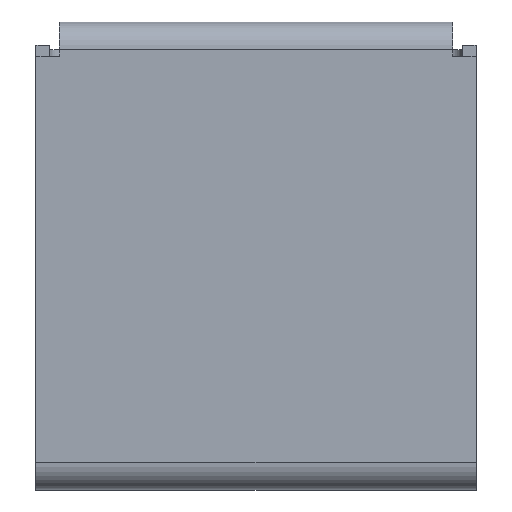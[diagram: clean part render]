
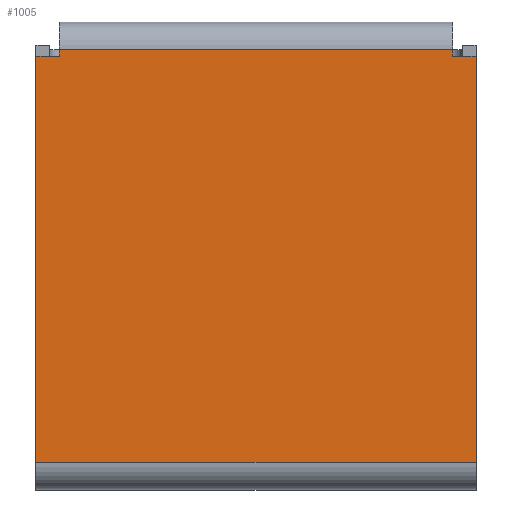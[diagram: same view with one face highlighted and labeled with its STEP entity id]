
A CAD part, top view. The second image highlights one B-rep face of the part: STEP entity #1005.
In plain terms, the highlighted planar face has unit normal (0, 0, 1).
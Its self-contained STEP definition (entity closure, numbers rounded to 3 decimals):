
#28=PLANE('',#1093);
#85=FACE_OUTER_BOUND('',#151,.T.);
#151=EDGE_LOOP('',(#741,#742,#743,#744,#745,#746,#747,#748));
#230=LINE('',#1480,#350);
#246=LINE('',#1519,#366);
#253=LINE('',#1538,#373);
#254=LINE('',#1540,#374);
#255=LINE('',#1542,#375);
#256=LINE('',#1543,#376);
#257=LINE('',#1545,#377);
#258=LINE('',#1546,#378);
#350=VECTOR('',#1174,10.);
#366=VECTOR('',#1214,10.);
#373=VECTOR('',#1233,10.);
#374=VECTOR('',#1234,10.);
#375=VECTOR('',#1235,10.);
#376=VECTOR('',#1236,10.);
#377=VECTOR('',#1237,10.);
#378=VECTOR('',#1238,10.);
#471=VERTEX_POINT('',#1477);
#472=VERTEX_POINT('',#1479);
#482=VERTEX_POINT('',#1516);
#483=VERTEX_POINT('',#1518);
#488=VERTEX_POINT('',#1532);
#490=VERTEX_POINT('',#1539);
#491=VERTEX_POINT('',#1541);
#492=VERTEX_POINT('',#1544);
#551=EDGE_CURVE('',#472,#471,#230,.T.);
#570=EDGE_CURVE('',#483,#482,#246,.T.);
#580=EDGE_CURVE('',#482,#488,#253,.T.);
#581=EDGE_CURVE('',#488,#490,#254,.T.);
#582=EDGE_CURVE('',#490,#491,#255,.T.);
#583=EDGE_CURVE('',#491,#472,#256,.T.);
#584=EDGE_CURVE('',#471,#492,#257,.T.);
#585=EDGE_CURVE('',#492,#483,#258,.T.);
#741=ORIENTED_EDGE('',*,*,#580,.T.);
#742=ORIENTED_EDGE('',*,*,#581,.T.);
#743=ORIENTED_EDGE('',*,*,#582,.T.);
#744=ORIENTED_EDGE('',*,*,#583,.T.);
#745=ORIENTED_EDGE('',*,*,#551,.T.);
#746=ORIENTED_EDGE('',*,*,#584,.T.);
#747=ORIENTED_EDGE('',*,*,#585,.T.);
#748=ORIENTED_EDGE('',*,*,#570,.T.);
#1005=ADVANCED_FACE('',(#85),#28,.T.);
#1093=AXIS2_PLACEMENT_3D('',#1537,#1231,#1232);
#1174=DIRECTION('',(1.,0.,0.));
#1214=DIRECTION('',(0.,1.,0.));
#1231=DIRECTION('center_axis',(0.,0.,1.));
#1232=DIRECTION('ref_axis',(0.,-1.,0.));
#1233=DIRECTION('',(-1.,0.,0.));
#1234=DIRECTION('',(0.,-1.,0.));
#1235=DIRECTION('',(-1.,0.,0.));
#1236=DIRECTION('',(0.,-1.,0.));
#1237=DIRECTION('',(0.,1.,0.));
#1238=DIRECTION('',(-1.,0.,0.));
#1477=CARTESIAN_POINT('',(0.,-80.,40.));
#1479=CARTESIAN_POINT('',(-80.,-80.,40.));
#1480=CARTESIAN_POINT('',(0.,-80.,40.));
#1516=CARTESIAN_POINT('',(-4.268,-5.,40.));
#1518=CARTESIAN_POINT('',(-4.268,-6.25,40.));
#1519=CARTESIAN_POINT('',(-4.268,-22.411,40.));
#1532=CARTESIAN_POINT('',(-75.732,-5.,40.));
#1537=CARTESIAN_POINT('Origin',(-40.,-39.823,40.));
#1538=CARTESIAN_POINT('',(-20.,-5.,40.));
#1539=CARTESIAN_POINT('',(-75.732,-6.25,40.));
#1540=CARTESIAN_POINT('',(-75.732,0.655,40.));
#1541=CARTESIAN_POINT('',(-80.,-6.25,40.));
#1542=CARTESIAN_POINT('',(-61.616,-6.25,40.));
#1543=CARTESIAN_POINT('',(-80.,-5.,40.));
#1544=CARTESIAN_POINT('',(0.,-6.25,40.));
#1545=CARTESIAN_POINT('',(0.,-5.,40.));
#1546=CARTESIAN_POINT('',(-22.134,-6.25,40.));
